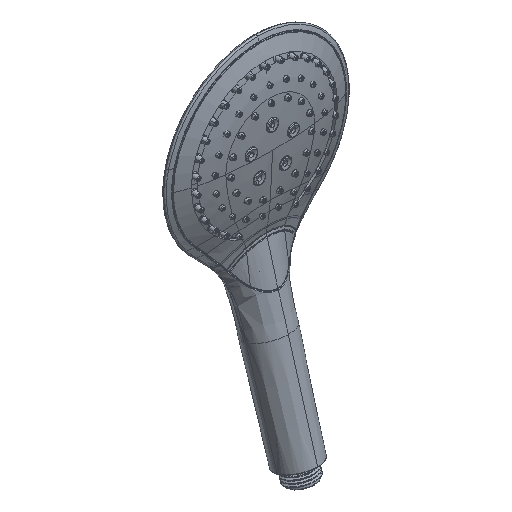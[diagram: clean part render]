
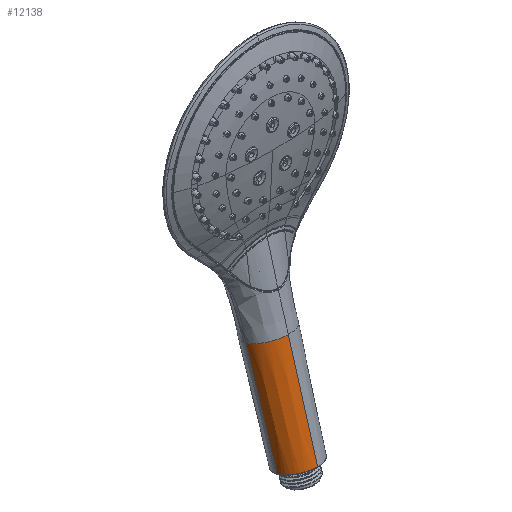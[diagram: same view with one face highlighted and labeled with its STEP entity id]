
A CAD part, isometric view. The second image highlights one B-rep face of the part: STEP entity #12138.
In plain terms, the highlighted free-form (B-spline) face has degree [3, 3] with [9, 4] control points.
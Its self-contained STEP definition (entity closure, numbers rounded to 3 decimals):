
#2440=CARTESIAN_POINT('',(0.,-21.3,-103.478));
#2963=CARTESIAN_POINT('',(-15.501,-7.689,
-107.568));
#3007=CARTESIAN_POINT('',(-14.006,-27.873,
-175.783));
#3050=DIRECTION('',(-0.021,0.284,0.959));
#3051=VECTOR('',#3050,71.154);
#3052=CARTESIAN_POINT('',(-14.006,-27.873,
-175.783));
#3053=LINE('',#3052,#3051);
#3064=CARTESIAN_POINT('',(0.,-41.282,
-171.756));
#3065=CARTESIAN_POINT('',(-1.044,-41.282,
-171.756));
#3066=CARTESIAN_POINT('',(-3.136,-41.058,
-171.824));
#3067=CARTESIAN_POINT('',(-6.125,-40.058,
-172.124));
#3068=CARTESIAN_POINT('',(-8.805,-38.446,
-172.609));
#3069=CARTESIAN_POINT('',(-11.043,-36.304,
-173.253));
#3070=CARTESIAN_POINT('',(-12.726,-33.74,
-174.023));
#3071=CARTESIAN_POINT('',(-13.771,-30.88,
-174.881));
#3072=CARTESIAN_POINT('',(-14.006,-28.875,
-175.483));
#3073=CARTESIAN_POINT('',(-14.006,-27.873,
-175.783));
#3075=CARTESIAN_POINT('',(-15.462,-8.648,
-107.28));
#3076=CARTESIAN_POINT('',(-15.488,-8.324,
-107.377));
#3077=CARTESIAN_POINT('',(-15.501,-8.005,
-107.473));
#3078=CARTESIAN_POINT('',(-15.501,-7.689,
-107.568));
#3080=CARTESIAN_POINT('',(0.,-21.3,-103.478));
#3081=CARTESIAN_POINT('',(-1.737,-21.3,
-103.478));
#3082=CARTESIAN_POINT('',(-4.538,-20.893,
-103.6));
#3083=CARTESIAN_POINT('',(-8.128,-19.373,
-104.057));
#3084=CARTESIAN_POINT('',(-10.572,-17.757,
-104.543));
#3085=CARTESIAN_POINT('',(-12.614,-15.744,
-105.148));
#3086=CARTESIAN_POINT('',(-14.657,-12.69,
-106.065));
#3087=CARTESIAN_POINT('',(-15.336,-10.211,
-106.81));
#3088=CARTESIAN_POINT('',(-15.462,-8.648,
-107.28));
#3099=CARTESIAN_POINT('',(0.,-41.282,
-171.756));
#3101=DIRECTION('',(0.,-0.281,-0.96));
#3102=VECTOR('',#3101,71.142);
#3103=CARTESIAN_POINT('',(0.,-21.3,-103.478));
#3104=LINE('',#3103,#3102);
#4095=VERTEX_POINT('',#2963);
#4096=VERTEX_POINT('',#3075);
#4100=VERTEX_POINT('',#2440);
#4148=VERTEX_POINT('',#3007);
#4153=VERTEX_POINT('',#3099);
#12093=CARTESIAN_POINT('',(0.289,-41.68,
-173.127));
#12094=CARTESIAN_POINT('',(0.289,-34.75,
-149.456));
#12095=CARTESIAN_POINT('',(0.289,-27.819,
-125.786));
#12096=CARTESIAN_POINT('',(0.289,-20.889,
-102.115));
#12097=CARTESIAN_POINT('',(0.193,-41.682,
-173.126));
#12098=CARTESIAN_POINT('',(0.193,-34.752,
-149.456));
#12099=CARTESIAN_POINT('',(0.193,-27.821,
-125.785));
#12100=CARTESIAN_POINT('',(0.192,-20.89,
-102.115));
#12101=CARTESIAN_POINT('',(-1.736,-41.701,
-173.12));
#12102=CARTESIAN_POINT('',(-1.734,-34.77,
-149.45));
#12103=CARTESIAN_POINT('',(-1.732,-27.838,
-125.78));
#12104=CARTESIAN_POINT('',(-1.73,-20.906,
-102.11));
#12105=CARTESIAN_POINT('',(-5.493,-40.983,
-173.336));
#12106=CARTESIAN_POINT('',(-5.587,-34.093,
-149.653));
#12107=CARTESIAN_POINT('',(-5.681,-27.203,
-125.971));
#12108=CARTESIAN_POINT('',(-5.776,-20.313,
-102.288));
#12109=CARTESIAN_POINT('',(-10.139,-38.003,
-174.23));
#12110=CARTESIAN_POINT('',(-10.53,-31.066,
-150.562));
#12111=CARTESIAN_POINT('',(-10.921,-24.13,
-126.894));
#12112=CARTESIAN_POINT('',(-11.312,-17.194,
-103.226));
#12113=CARTESIAN_POINT('',(-13.246,-33.545,
-175.567));
#12114=CARTESIAN_POINT('',(-13.787,-26.479,
-151.939));
#12115=CARTESIAN_POINT('',(-14.329,-19.413,
-128.311));
#12116=CARTESIAN_POINT('',(-14.87,-12.347,
-104.682));
#12117=CARTESIAN_POINT('',(-13.995,-29.942,
-176.648));
#12118=CARTESIAN_POINT('',(-14.513,-22.893,
-153.015));
#12119=CARTESIAN_POINT('',(-15.03,-15.844,
-129.383));
#12120=CARTESIAN_POINT('',(-15.548,-8.795,
-105.75));
#12121=CARTESIAN_POINT('',(-13.975,-28.092,
-177.203));
#12122=CARTESIAN_POINT('',(-14.493,-21.1,
-153.553));
#12123=CARTESIAN_POINT('',(-15.012,-14.109,
-129.904));
#12124=CARTESIAN_POINT('',(-15.53,-7.118,
-106.254));
#12125=CARTESIAN_POINT('',(-13.973,-27.999,
-177.231));
#12126=CARTESIAN_POINT('',(-14.492,-21.011,
-153.58));
#12127=CARTESIAN_POINT('',(-15.01,-14.023,
-129.93));
#12128=CARTESIAN_POINT('',(-15.528,-7.034,
-106.279));
#12129=B_SPLINE_SURFACE_WITH_KNOTS('',3,3,((#12093,#12094,#12095,#12096),
(#12097,#12098,#12099,#12100),(#12101,#12102,#12103,#12104),(#12105,#12106,
#12107,#12108),(#12109,#12110,#12111,#12112),(#12113,#12114,#12115,#12116),(
#12117,#12118,#12119,#12120),(#12121,#12122,#12123,#12124),(#12125,#12126,
#12127,#12128)),.UNSPECIFIED.,.F.,.F.,.F.,(4,1,1,1,1,1,4),(4,4),(
0.493,0.5,0.625,0.75,
0.875,1.,1.007),(-0.016,1.02),
.UNSPECIFIED.);
#12130=ORIENTED_EDGE('',*,*,#12086,.T.);
#12131=ORIENTED_EDGE('',*,*,#11831,.T.);
#12132=ORIENTED_EDGE('',*,*,#8675,.F.);
#12133=ORIENTED_EDGE('',*,*,#8673,.F.);
#12135=ORIENTED_EDGE('',*,*,#12134,.T.);
#12136=EDGE_LOOP('',(#12130,#12131,#12132,#12133,#12135));
#12137=FACE_OUTER_BOUND('',#12136,.F.);
#12138=ADVANCED_FACE('',(#12137),#12129,.F.);
#3074=B_SPLINE_CURVE_WITH_KNOTS('',3,(#3064,#3065,#3066,#3067,#3068,#3069,#3070,
#3071,#3072,#3073),.UNSPECIFIED.,.F.,.F.,(4,1,1,1,1,1,1,4),(0.,
0.143,0.286,0.429,0.571,
0.714,0.857,1.),.UNSPECIFIED.);
#3079=B_SPLINE_CURVE_WITH_KNOTS('',3,(#3075,#3076,#3077,#3078),.UNSPECIFIED.,
.F.,.F.,(4,4),(0.,1.),.UNSPECIFIED.);
#3089=B_SPLINE_CURVE_WITH_KNOTS('',3,(#3080,#3081,#3082,#3083,#3084,#3085,#3086,
#3087,#3088),.UNSPECIFIED.,.F.,.F.,(4,1,1,1,1,1,4),(0.,0.25,0.375,0.5,
0.625,0.75,1.),.UNSPECIFIED.);
#8673=EDGE_CURVE('',#4100,#4096,#3089,.T.);
#8675=EDGE_CURVE('',#4096,#4095,#3079,.T.);
#11831=EDGE_CURVE('',#4148,#4095,#3053,.T.);
#12086=EDGE_CURVE('',#4153,#4148,#3074,.T.);
#12134=EDGE_CURVE('',#4100,#4153,#3104,.T.);
